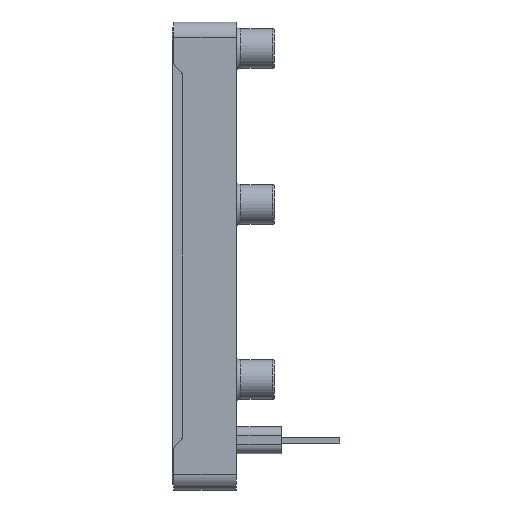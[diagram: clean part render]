
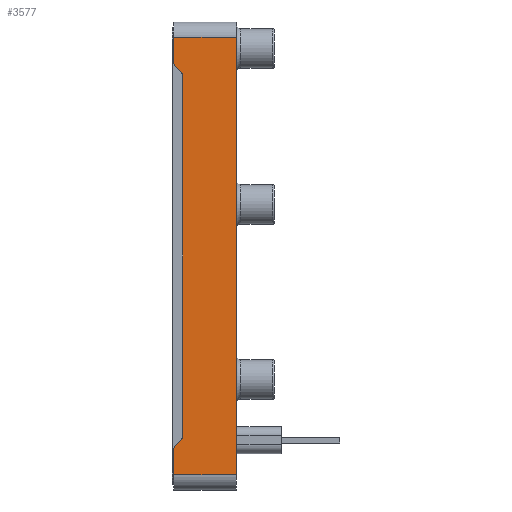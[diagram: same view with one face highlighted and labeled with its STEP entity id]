
A CAD part, left-side view. The second image highlights one B-rep face of the part: STEP entity #3577.
In plain terms, the highlighted planar face has unit normal (-1, 0, 0).
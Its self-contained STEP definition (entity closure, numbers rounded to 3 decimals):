
#101=LINE('',#4819,#317);
#149=LINE('',#4978,#365);
#152=LINE('',#4987,#368);
#166=LINE('',#5037,#382);
#174=LINE('',#5061,#390);
#182=LINE('',#5085,#398);
#186=LINE('',#5099,#402);
#188=LINE('',#5102,#404);
#317=VECTOR('',#4027,1000.);
#365=VECTOR('',#4153,1000.);
#368=VECTOR('',#4160,1000.);
#382=VECTOR('',#4202,1000.);
#390=VECTOR('',#4226,1000.);
#398=VECTOR('',#4250,1000.);
#402=VECTOR('',#4270,1000.);
#404=VECTOR('',#4274,1000.);
#710=ORIENTED_EDGE('',*,*,#1309,.F.);
#711=ORIENTED_EDGE('',*,*,#1328,.F.);
#712=ORIENTED_EDGE('',*,*,#1334,.T.);
#713=ORIENTED_EDGE('',*,*,#1340,.T.);
#714=ORIENTED_EDGE('',*,*,#1346,.T.);
#715=ORIENTED_EDGE('',*,*,#1352,.T.);
#716=ORIENTED_EDGE('',*,*,#1358,.T.);
#717=ORIENTED_EDGE('',*,*,#1363,.F.);
#718=ORIENTED_EDGE('',*,*,#1305,.F.);
#719=ORIENTED_EDGE('',*,*,#1366,.T.);
#720=ORIENTED_EDGE('',*,*,#1225,.T.);
#721=ORIENTED_EDGE('',*,*,#1368,.F.);
#1225=EDGE_CURVE('',#1553,#1567,#101,.T.);
#1305=EDGE_CURVE('',#1639,#1629,#149,.T.);
#1309=EDGE_CURVE('',#1643,#1644,#152,.T.);
#1328=EDGE_CURVE('',#1661,#1643,#1847,.T.);
#1334=EDGE_CURVE('',#1661,#1665,#166,.T.);
#1340=EDGE_CURVE('',#1665,#1669,#1851,.T.);
#1346=EDGE_CURVE('',#1669,#1673,#174,.T.);
#1352=EDGE_CURVE('',#1673,#1677,#1855,.T.);
#1358=EDGE_CURVE('',#1677,#1681,#182,.T.);
#1363=EDGE_CURVE('',#1629,#1681,#1859,.T.);
#1366=EDGE_CURVE('',#1639,#1553,#186,.T.);
#1368=EDGE_CURVE('',#1644,#1567,#188,.T.);
#1553=VERTEX_POINT('',#4790);
#1567=VERTEX_POINT('',#4818);
#1629=VERTEX_POINT('',#4957);
#1639=VERTEX_POINT('',#4977);
#1643=VERTEX_POINT('',#4986);
#1644=VERTEX_POINT('',#4988);
#1661=VERTEX_POINT('',#5024);
#1665=VERTEX_POINT('',#5036);
#1669=VERTEX_POINT('',#5048);
#1673=VERTEX_POINT('',#5060);
#1677=VERTEX_POINT('',#5072);
#1681=VERTEX_POINT('',#5084);
#1847=CIRCLE('',#3775,0.5);
#1851=CIRCLE('',#3783,0.5);
#1855=CIRCLE('',#3791,0.5);
#1859=CIRCLE('',#3799,0.5);
#1957=EDGE_LOOP('',(#710,#711,#712,#713,#714,#715,#716,#717,#718,#719,#720,
#721));
#2175=FACE_BOUND('',#1957,.T.);
#2375=PLANE('',#3804);
#3577=ADVANCED_FACE('',(#2175),#2375,.F.);
#3775=AXIS2_PLACEMENT_3D('',#5025,#4189,#4190);
#3783=AXIS2_PLACEMENT_3D('',#5049,#4213,#4214);
#3791=AXIS2_PLACEMENT_3D('',#5073,#4237,#4238);
#3799=AXIS2_PLACEMENT_3D('',#5094,#4260,#4261);
#3804=AXIS2_PLACEMENT_3D('',#5101,#4272,#4273);
#4027=DIRECTION('',(0.,0.,1.));
#4153=DIRECTION('',(0.,0.,1.));
#4160=DIRECTION('',(0.,0.,1.));
#4189=DIRECTION('',(1.,0.,0.));
#4190=DIRECTION('',(0.,0.,-1.));
#4202=DIRECTION('',(0.,-0.707,-0.707));
#4213=DIRECTION('',(1.,0.,0.));
#4214=DIRECTION('',(0.,0.,-1.));
#4226=DIRECTION('',(0.,0.,-1.));
#4237=DIRECTION('',(1.,0.,0.));
#4238=DIRECTION('',(0.,0.,-1.));
#4250=DIRECTION('',(0.,0.707,-0.707));
#4260=DIRECTION('',(1.,0.,0.));
#4261=DIRECTION('',(0.,0.,-1.));
#4270=DIRECTION('',(0.,-1.,0.));
#4272=DIRECTION('',(1.,0.,0.));
#4273=DIRECTION('',(0.,0.,-1.));
#4274=DIRECTION('',(0.,-1.,0.));
#4790=CARTESIAN_POINT('',(-8.6,0.,-24.35));
#4818=CARTESIAN_POINT('',(-8.6,0.,24.35));
#4819=CARTESIAN_POINT('',(-8.6,0.,-24.35));
#4957=CARTESIAN_POINT('',(-8.6,6.95,-21.457));
#4977=CARTESIAN_POINT('',(-8.6,6.95,-24.35));
#4978=CARTESIAN_POINT('',(-8.6,6.95,-24.35));
#4986=CARTESIAN_POINT('',(-8.6,6.95,21.457));
#4987=CARTESIAN_POINT('',(-8.6,6.95,-24.35));
#4988=CARTESIAN_POINT('',(-8.6,6.95,24.35));
#5024=CARTESIAN_POINT('',(-8.6,6.804,21.104));
#5025=CARTESIAN_POINT('',(-8.6,6.45,21.457));
#5036=CARTESIAN_POINT('',(-8.6,6.096,20.396));
#5037=CARTESIAN_POINT('',(-8.6,6.804,21.104));
#5048=CARTESIAN_POINT('',(-8.6,5.95,20.043));
#5049=CARTESIAN_POINT('',(-8.6,6.45,20.043));
#5060=CARTESIAN_POINT('',(-8.6,5.95,-20.043));
#5061=CARTESIAN_POINT('',(-8.6,5.95,20.043));
#5072=CARTESIAN_POINT('',(-8.6,6.096,-20.396));
#5073=CARTESIAN_POINT('',(-8.6,6.45,-20.043));
#5084=CARTESIAN_POINT('',(-8.6,6.804,-21.104));
#5085=CARTESIAN_POINT('',(-8.6,6.096,-20.396));
#5094=CARTESIAN_POINT('',(-8.6,6.45,-21.457));
#5099=CARTESIAN_POINT('',(-8.6,6.95,-24.35));
#5101=CARTESIAN_POINT('',(-8.6,6.95,-24.35));
#5102=CARTESIAN_POINT('',(-8.6,6.95,24.35));
